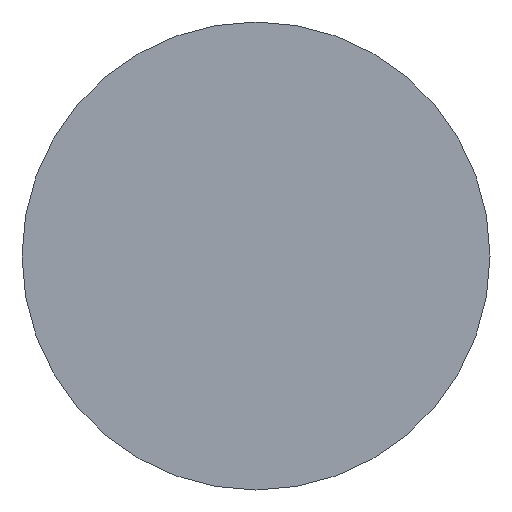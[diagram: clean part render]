
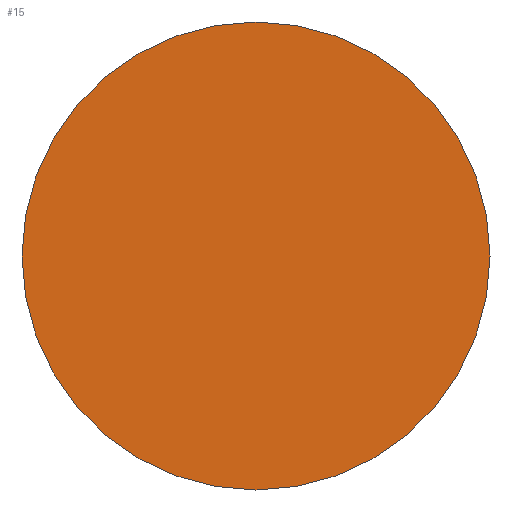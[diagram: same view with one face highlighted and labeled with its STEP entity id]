
A CAD part, left-side view. The second image highlights one B-rep face of the part: STEP entity #15.
In plain terms, the highlighted planar face has unit normal (-1, 0, 0).
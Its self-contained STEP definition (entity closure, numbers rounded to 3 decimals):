
#2 = CARTESIAN_POINT ( 'NONE',  ( -93.805, 25.789, 7.5 ) ) ;
#4 = AXIS2_PLACEMENT_3D ( 'NONE', #2, #43, #44 ) ;
#5 = CARTESIAN_POINT ( 'NONE',  ( -93.805, 21.789, 7.5 ) ) ;
#9 = ORIENTED_EDGE ( 'NONE', *, *, #37, .T. ) ;
#11 = DIRECTION ( 'NONE',  ( 0., -1., 0. ) ) ;
#12 = DIRECTION ( 'NONE',  ( -1., 0., 0. ) ) ;
#14 = AXIS2_PLACEMENT_3D ( 'NONE', #58, #12, #47 ) ;
#15 = ADVANCED_FACE ( 'NONE', ( #19 ), #41, .T. ) ;
#19 = FACE_OUTER_BOUND ( 'NONE', #31, .T. ) ;
#23 = CIRCLE ( 'NONE', #14, 4. ) ;
#24 = VERTEX_POINT ( 'NONE', #5 ) ;
#27 = CARTESIAN_POINT ( 'NONE',  ( -93.805, 29.789, 7.5 ) ) ;
#31 = EDGE_LOOP ( 'NONE', ( #52, #9 ) ) ;
#35 = VERTEX_POINT ( 'NONE', #27 ) ;
#37 = EDGE_CURVE ( 'NONE', #35, #24, #23, .T. ) ;
#40 = CIRCLE ( 'NONE', #4, 4. ) ;
#41 = PLANE ( 'NONE',  #49 ) ;
#43 = DIRECTION ( 'NONE',  ( -1., 0., 0. ) ) ;
#44 = DIRECTION ( 'NONE',  ( 0., -1., 0. ) ) ;
#47 = DIRECTION ( 'NONE',  ( 0., -1., 0. ) ) ;
#49 = AXIS2_PLACEMENT_3D ( 'NONE', #56, #54, #11 ) ;
#50 = EDGE_CURVE ( 'NONE', #24, #35, #40, .T. ) ;
#52 = ORIENTED_EDGE ( 'NONE', *, *, #50, .T. ) ;
#54 = DIRECTION ( 'NONE',  ( -1., 0., 0. ) ) ;
#56 = CARTESIAN_POINT ( 'NONE',  ( -93.805, 25.789, 7.5 ) ) ;
#58 = CARTESIAN_POINT ( 'NONE',  ( -93.805, 25.789, 7.5 ) ) ;
